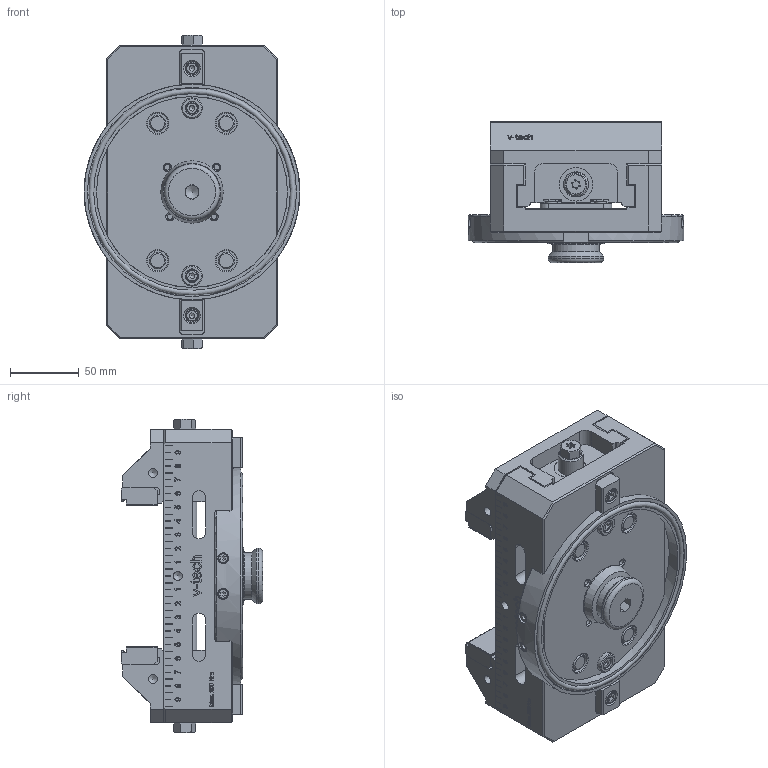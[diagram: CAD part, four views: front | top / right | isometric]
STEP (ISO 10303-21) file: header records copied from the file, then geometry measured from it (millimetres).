
FILE_DESCRIPTION(/* description */ (''),/* implementation_level */ '2;1');
FILE_NAME(/* name */ 'VIS-E 125-214-insertJaw.stp',/* time_stamp */ '2024-10-19T17:59:15+02:00',/* author */ ('Admin'),/* organization */ (''),/* preprocessor_version */ 'ST-DEVELOPER v20',/* originating_system */ 'Autodesk Inventor 2025',/* authorisation */ '');
FILE_SCHEMA (('CONFIG_CONTROL_DESIGN'));
Products named in the file (10): Sestava1; telo125; 24002-1206.1L; 24002-1206.1L_1; ISO 4762 - M10 x 16; 24002-1206.1R; 24002-1206.1R_1; 24002-1207.1; DIN 7991 - M6x16; 24002-1208.1
Assembly tree (14 placements, depth 3):
  Sestava1
    telo125
    24002-1206.1L
      24002-1206.1L_1
      24002-1207.1
      DIN 7991 - M6x16  x2
      24002-1208.1
      ISO 4762 - M10 x 16
    24002-1206.1R
      24002-1206.1R_1
      24002-1207.1
      DIN 7991 - M6x16  x2
      24002-1208.1
Bounding box: 157 x 102.8 x 228 mm (x, y, z)
Volume: 1396010.8 mm3; surface area: 314220.9 mm2
Topology: 52 solids, 52 shells, 3129 faces, 8254 edges, 5418 vertices
Faces by surface type: plane 1799, bspline 572, cylinder 386, cone 274, torus 98
Full cylindrical faces by diameter (mm): 1.567 x8, 1.755 x8, 2 x8, 2.4 x8, 3.242 x4, 3.8 x8, 4 x4, 4.134 x8, 4.5 x4, 4.917 x6, 5 x8, 5.3 x2, 5.5 x6, 6 x6, 6.4 x10, 6.647 x6, 7 x4, 8 x5, 8.5 x8, 9 x4, 10 x11, 10.376 x4, 10.5 x2, 12 x8, 13 x8, 15 x8, 16 x4, 16.376 x3, 17 x6, 18 x10
Entity records: 97250 total; most frequent: CARTESIAN_POINT 24914, ORIENTED_EDGE 15372, DIRECTION 12346, EDGE_CURVE 7686, VERTEX_POINT 5082, LINE 4872, VECTOR 4872, AXIS2_PLACEMENT_3D 3737
